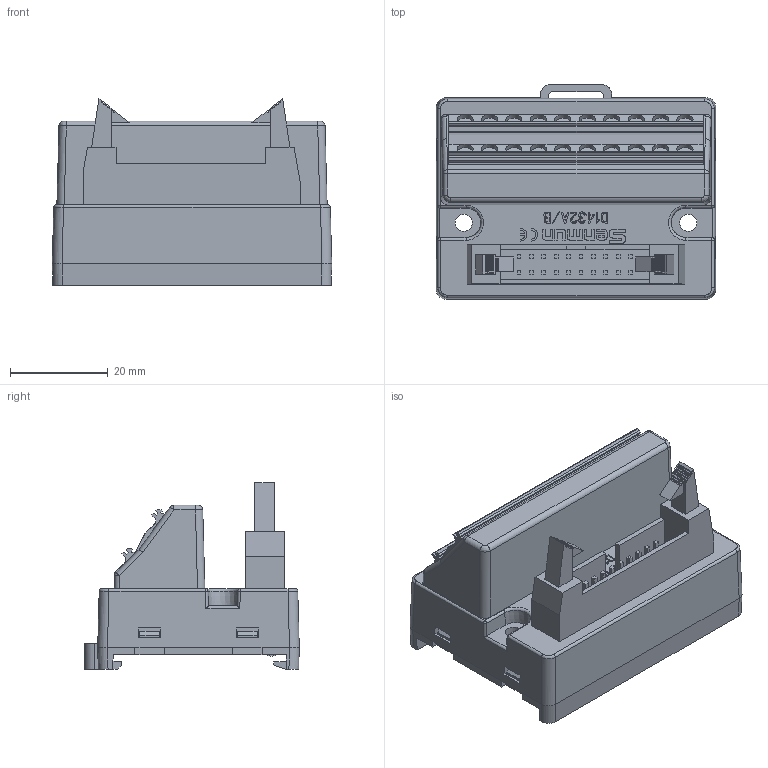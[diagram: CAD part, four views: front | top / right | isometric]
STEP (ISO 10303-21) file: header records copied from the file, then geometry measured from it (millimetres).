
FILE_DESCRIPTION(/* description */ (''),/* implementation_level */ '2;1');
FILE_NAME(/* name */ 'D1432A_B.stp',/* time_stamp */ '2024-08-08T13:57:21+08:00',/* author */ (''),/* organization */ (''),/* preprocessor_version */ 'ST-DEVELOPER v14',/* originating_system */ 'SIEMENS PLM Software NX 8.0',/* authorisation */ '');
FILE_SCHEMA (('AUTOMOTIVE_DESIGN { 1 0 10303 214 3 1 1 1 }'));
Length unit declared in the file: millimetre
Products named in the file (1): D1432A_B 3D_stp
Bounding box: 57.19 x 43.9 x 38.25 mm (x, y, z)
Volume: 46412.9 mm3; surface area: 15231.5 mm2
Topology: 1 solids, 4 shells, 654 faces, 1731 edges, 1132 vertices
Faces by surface type: plane 533, cylinder 86, extrusion 15, sphere 8, bspline 8, cone 2, torus 2
Full cylindrical faces by diameter (mm): 3.3 x20, 3.5 x2
Entity records: 21607 total; most frequent: CARTESIAN_POINT 4329, ORIENTED_EDGE 3362, DIRECTION 3134, EDGE_CURVE 1681, VECTOR 1434, LINE 1419, VERTEX_POINT 1110, AXIS2_PLACEMENT_3D 850
